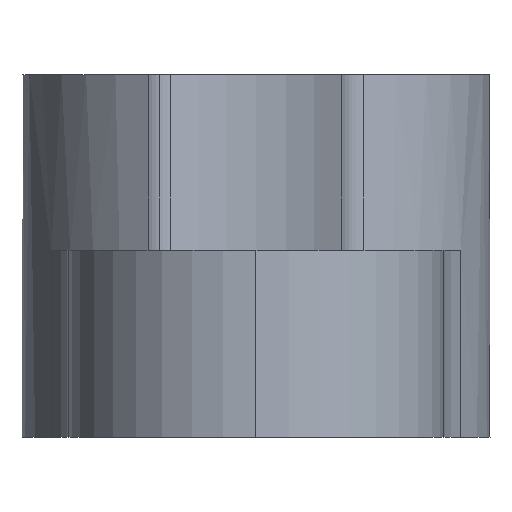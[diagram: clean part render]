
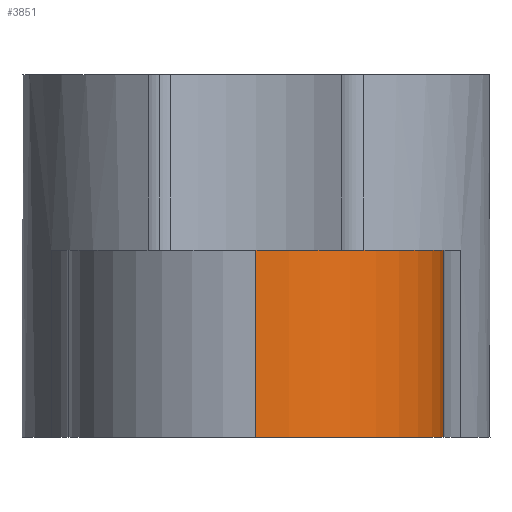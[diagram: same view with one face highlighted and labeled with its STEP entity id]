
A CAD part, left-side view. The second image highlights one B-rep face of the part: STEP entity #3851.
In plain terms, the highlighted cylindrical face has radius 4 mm (diameter 8 mm), a partial arc.
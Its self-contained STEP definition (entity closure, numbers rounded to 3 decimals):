
#209 = VERTEX_POINT ( 'NONE', #4529 ) ;
#287 = CIRCLE ( 'NONE', #2292, 4. ) ;
#400 = DIRECTION ( 'NONE',  ( 0., 0., 1. ) ) ;
#410 = CARTESIAN_POINT ( 'NONE',  ( -36., 0., 4. ) ) ;
#478 = VECTOR ( 'NONE', #4964, 1000. ) ;
#575 = CYLINDRICAL_SURFACE ( 'NONE', #678, 4. ) ;
#644 = FACE_OUTER_BOUND ( 'NONE', #3021, .T. ) ;
#678 = AXIS2_PLACEMENT_3D ( 'NONE', #4259, #4725, #3189 ) ;
#734 = ORIENTED_EDGE ( 'NONE', *, *, #3325, .F. ) ;
#835 = EDGE_CURVE ( 'NONE', #3139, #2612, #3066, .T. ) ;
#853 = ORIENTED_EDGE ( 'NONE', *, *, #5138, .F. ) ;
#1184 = VERTEX_POINT ( 'NONE', #4083 ) ;
#1215 = DIRECTION ( 'NONE',  ( 1., 0., 0. ) ) ;
#1612 = LINE ( 'NONE', #4142, #478 ) ;
#1809 = CARTESIAN_POINT ( 'NONE',  ( -36., 0., 0. ) ) ;
#1984 = ORIENTED_EDGE ( 'NONE', *, *, #4609, .T. ) ;
#2028 = CARTESIAN_POINT ( 'NONE',  ( -32., 0., 0. ) ) ;
#2209 = CARTESIAN_POINT ( 'NONE',  ( -32., 0., 4. ) ) ;
#2292 = AXIS2_PLACEMENT_3D ( 'NONE', #2028, #400, #1215 ) ;
#2334 = CARTESIAN_POINT ( 'NONE',  ( -36., 0., 4. ) ) ;
#2593 = DIRECTION ( 'NONE',  ( 1., 0., 0. ) ) ;
#2612 = VERTEX_POINT ( 'NONE', #1809 ) ;
#2768 = AXIS2_PLACEMENT_3D ( 'NONE', #2209, #3444, #2593 ) ;
#3021 = EDGE_LOOP ( 'NONE', ( #734, #4762, #1984, #853 ) ) ;
#3066 = LINE ( 'NONE', #2334, #3917 ) ;
#3139 = VERTEX_POINT ( 'NONE', #410 ) ;
#3189 = DIRECTION ( 'NONE',  ( -1., 0., 0. ) ) ;
#3325 = EDGE_CURVE ( 'NONE', #3139, #209, #3643, .T. ) ;
#3444 = DIRECTION ( 'NONE',  ( 0., 0., 1. ) ) ;
#3643 = CIRCLE ( 'NONE', #2768, 4. ) ;
#3851 = ADVANCED_FACE ( 'NONE', ( #644 ), #575, .T. ) ;
#3917 = VECTOR ( 'NONE', #4295, 1000. ) ;
#4083 = CARTESIAN_POINT ( 'NONE',  ( -32., -4., 0. ) ) ;
#4142 = CARTESIAN_POINT ( 'NONE',  ( -32., -4., 4. ) ) ;
#4259 = CARTESIAN_POINT ( 'NONE',  ( -32., 0., 4. ) ) ;
#4295 = DIRECTION ( 'NONE',  ( 0., 0., -1. ) ) ;
#4529 = CARTESIAN_POINT ( 'NONE',  ( -32., -4., 4. ) ) ;
#4609 = EDGE_CURVE ( 'NONE', #2612, #1184, #287, .T. ) ;
#4725 = DIRECTION ( 'NONE',  ( 0., 0., -1. ) ) ;
#4762 = ORIENTED_EDGE ( 'NONE', *, *, #835, .T. ) ;
#4964 = DIRECTION ( 'NONE',  ( 0., 0., -1. ) ) ;
#5138 = EDGE_CURVE ( 'NONE', #209, #1184, #1612, .T. ) ;
